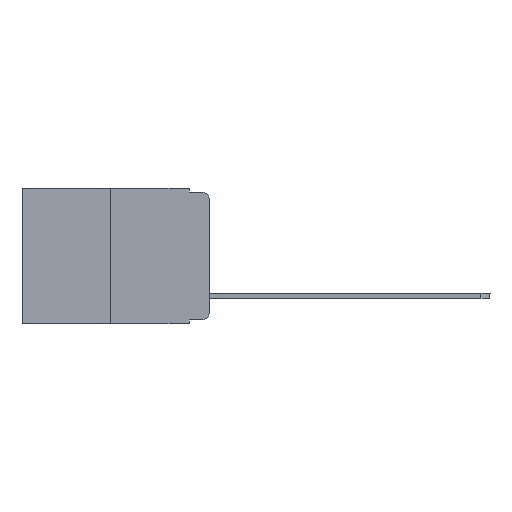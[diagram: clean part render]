
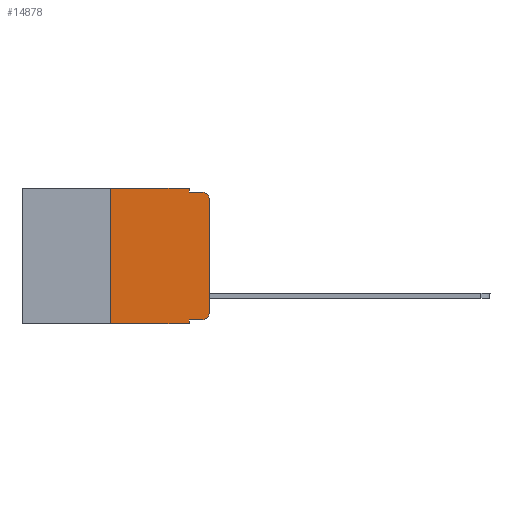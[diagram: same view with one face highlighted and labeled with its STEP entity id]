
A CAD part, left-side view. The second image highlights one B-rep face of the part: STEP entity #14878.
In plain terms, the highlighted planar face has unit normal (-1, 0, 0).
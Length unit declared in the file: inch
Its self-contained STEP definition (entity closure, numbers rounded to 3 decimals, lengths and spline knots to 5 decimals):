
#361 = CARTESIAN_POINT ( 'NONE',  ( 0., 0.051, -0.01 ) ) ;
#374 = CIRCLE ( 'NONE', #13608, 0.02 ) ;
#615 = EDGE_CURVE ( 'NONE', #12837, #13772, #19949, .T. ) ;
#820 = EDGE_CURVE ( 'NONE', #22348, #4398, #11342, .T. ) ;
#1038 = DIRECTION ( 'NONE',  ( 0., 0., -1. ) ) ;
#1254 = CARTESIAN_POINT ( 'NONE',  ( 0., 0., 0. ) ) ;
#1277 = DIRECTION ( 'NONE',  ( -1., 0., 0. ) ) ;
#1298 = EDGE_CURVE ( 'NONE', #12341, #7848, #374, .T. ) ;
#1422 = ORIENTED_EDGE ( 'NONE', *, *, #9204, .T. ) ;
#2656 = VECTOR ( 'NONE', #3336, 39.37008 ) ;
#2777 = LINE ( 'NONE', #8452, #11471 ) ;
#2875 = DIRECTION ( 'NONE',  ( 1., 0., 0. ) ) ;
#2956 = PLANE ( 'NONE',  #9647 ) ;
#3080 = VECTOR ( 'NONE', #22433, 39.37008 ) ;
#3302 = DIRECTION ( 'NONE',  ( 0., -1., 0. ) ) ;
#3336 = DIRECTION ( 'NONE',  ( 0., -1., 0. ) ) ;
#3402 = CARTESIAN_POINT ( 'NONE',  ( 0., 0.051, -0.01 ) ) ;
#3727 = CARTESIAN_POINT ( 'NONE',  ( 0., 0.02, -0.313 ) ) ;
#4398 = VERTEX_POINT ( 'NONE', #17549 ) ;
#4556 = EDGE_CURVE ( 'NONE', #14283, #19270, #9966, .T. ) ;
#5007 = DIRECTION ( 'NONE',  ( 0., 0., 1. ) ) ;
#5919 = AXIS2_PLACEMENT_3D ( 'NONE', #6572, #1277, #1038 ) ;
#6555 = ORIENTED_EDGE ( 'NONE', *, *, #1298, .T. ) ;
#6572 = CARTESIAN_POINT ( 'NONE',  ( 0., 0.02, -0.03 ) ) ;
#6629 = CARTESIAN_POINT ( 'NONE',  ( 0., 0.051, -0.333 ) ) ;
#7080 = VERTEX_POINT ( 'NONE', #8515 ) ;
#7319 = CARTESIAN_POINT ( 'NONE',  ( 0., 0.25, 0. ) ) ;
#7848 = VERTEX_POINT ( 'NONE', #16787 ) ;
#7910 = LINE ( 'NONE', #7319, #10993 ) ;
#8038 = EDGE_CURVE ( 'NONE', #7848, #15760, #17838, .T. ) ;
#8391 = VECTOR ( 'NONE', #5007, 39.37008 ) ;
#8452 = CARTESIAN_POINT ( 'NONE',  ( 0., 0.051, 0. ) ) ;
#8515 = CARTESIAN_POINT ( 'NONE',  ( 0., 0.051, -0.333 ) ) ;
#8763 = ORIENTED_EDGE ( 'NONE', *, *, #820, .T. ) ;
#8773 = DIRECTION ( 'NONE',  ( 0., 0., 1. ) ) ;
#8812 = ORIENTED_EDGE ( 'NONE', *, *, #4556, .F. ) ;
#9204 = EDGE_CURVE ( 'NONE', #15760, #13772, #15836, .T. ) ;
#9320 = ORIENTED_EDGE ( 'NONE', *, *, #8038, .T. ) ;
#9647 = AXIS2_PLACEMENT_3D ( 'NONE', #12392, #2875, #15963 ) ;
#9945 = CARTESIAN_POINT ( 'NONE',  ( 0., 0.051, 0. ) ) ;
#9966 = LINE ( 'NONE', #19734, #11352 ) ;
#10402 = ORIENTED_EDGE ( 'NONE', *, *, #19875, .F. ) ;
#10694 = CARTESIAN_POINT ( 'NONE',  ( 0., 0.02, -0.333 ) ) ;
#10993 = VECTOR ( 'NONE', #8773, 39.37008 ) ;
#11138 = CARTESIAN_POINT ( 'NONE',  ( 0., 0.25, -0.343 ) ) ;
#11259 = LINE ( 'NONE', #6629, #21606 ) ;
#11295 = CARTESIAN_POINT ( 'NONE',  ( 0., 0., -0.03 ) ) ;
#11342 = LINE ( 'NONE', #22923, #2656 ) ;
#11352 = VECTOR ( 'NONE', #16304, 39.37008 ) ;
#11471 = VECTOR ( 'NONE', #17219, 39.37008 ) ;
#11473 = ORIENTED_EDGE ( 'NONE', *, *, #19842, .F. ) ;
#12341 = VERTEX_POINT ( 'NONE', #10694 ) ;
#12392 = CARTESIAN_POINT ( 'NONE',  ( 0., 0.473, 0. ) ) ;
#12837 = VERTEX_POINT ( 'NONE', #3402 ) ;
#12896 = ORIENTED_EDGE ( 'NONE', *, *, #615, .F. ) ;
#13608 = AXIS2_PLACEMENT_3D ( 'NONE', #3727, #14504, #14582 ) ;
#13772 = VERTEX_POINT ( 'NONE', #17066 ) ;
#14283 = VERTEX_POINT ( 'NONE', #15682 ) ;
#14504 = DIRECTION ( 'NONE',  ( -1., 0., 0. ) ) ;
#14582 = DIRECTION ( 'NONE',  ( 0., 0., -1. ) ) ;
#14878 = ADVANCED_FACE ( 'NONE', ( #21125 ), #2956, .F. ) ;
#15345 = ORIENTED_EDGE ( 'NONE', *, *, #16043, .T. ) ;
#15682 = CARTESIAN_POINT ( 'NONE',  ( 0., 0.25, 0. ) ) ;
#15760 = VERTEX_POINT ( 'NONE', #11295 ) ;
#15836 = CIRCLE ( 'NONE', #5919, 0.02 ) ;
#15892 = LINE ( 'NONE', #9945, #3080 ) ;
#15963 = DIRECTION ( 'NONE',  ( 0., 0., -1. ) ) ;
#16043 = EDGE_CURVE ( 'NONE', #7080, #12341, #11259, .T. ) ;
#16178 = EDGE_CURVE ( 'NONE', #22348, #14283, #7910, .T. ) ;
#16304 = DIRECTION ( 'NONE',  ( 0., -1., 0. ) ) ;
#16365 = ORIENTED_EDGE ( 'NONE', *, *, #16178, .F. ) ;
#16787 = CARTESIAN_POINT ( 'NONE',  ( 0., 0., -0.313 ) ) ;
#17066 = CARTESIAN_POINT ( 'NONE',  ( 0., 0.02, -0.01 ) ) ;
#17219 = DIRECTION ( 'NONE',  ( 0., 0., -1. ) ) ;
#17549 = CARTESIAN_POINT ( 'NONE',  ( 0., 0.051, -0.343 ) ) ;
#17838 = LINE ( 'NONE', #1254, #8391 ) ;
#19270 = VERTEX_POINT ( 'NONE', #22485 ) ;
#19715 = EDGE_LOOP ( 'NONE', ( #9320, #1422, #12896, #11473, #8812, #16365, #8763, #10402, #15345, #6555 ) ) ;
#19734 = CARTESIAN_POINT ( 'NONE',  ( 0., 0.473, 0. ) ) ;
#19842 = EDGE_CURVE ( 'NONE', #19270, #12837, #2777, .T. ) ;
#19875 = EDGE_CURVE ( 'NONE', #7080, #4398, #15892, .T. ) ;
#19949 = LINE ( 'NONE', #361, #21660 ) ;
#20944 = DIRECTION ( 'NONE',  ( 0., -1., 0. ) ) ;
#21125 = FACE_OUTER_BOUND ( 'NONE', #19715, .T. ) ;
#21606 = VECTOR ( 'NONE', #20944, 39.37008 ) ;
#21660 = VECTOR ( 'NONE', #3302, 39.37008 ) ;
#22348 = VERTEX_POINT ( 'NONE', #11138 ) ;
#22433 = DIRECTION ( 'NONE',  ( 0., 0., -1. ) ) ;
#22485 = CARTESIAN_POINT ( 'NONE',  ( 0., 0.051, 0. ) ) ;
#22923 = CARTESIAN_POINT ( 'NONE',  ( 0., 0.473, -0.343 ) ) ;
